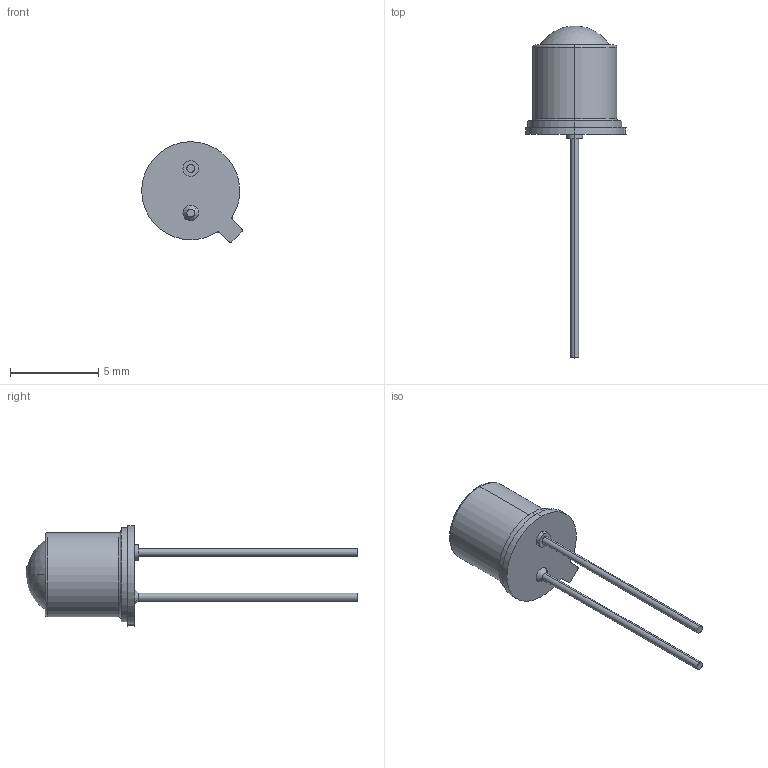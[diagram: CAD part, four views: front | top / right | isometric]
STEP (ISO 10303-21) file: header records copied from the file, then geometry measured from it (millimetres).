
FILE_DESCRIPTION (( 'STEP AP214' ), '1' );
FILE_NAME ('OP235TX.STEP', '2019-11-05T13:31:19', ( '' ), ( '' ), 'SwSTEP 2.0', 'SolidWorks 2018', '' );
FILE_SCHEMA (( 'AUTOMOTIVE_DESIGN' ));
Length unit declared in the file: inch
Products named in the file (1): OP235TX
Bounding box: 5.72 x 18.86 x 5.72 mm (x, y, z)
Volume: 106.9 mm3; surface area: 167 mm2
Topology: 1 solids, 1 shells, 35 faces, 78 edges, 51 vertices
Faces by surface type: cylinder 17, plane 10, torus 4, bspline 2, sphere 2
Entity records: 1509 total; most frequent: DIRECTION 194, CARTESIAN_POINT 193, ORIENTED_EDGE 156, AXIS2_PLACEMENT_3D 84, EDGE_CURVE 78, VERTEX_POINT 51, CIRCLE 50, EDGE_LOOP 41
